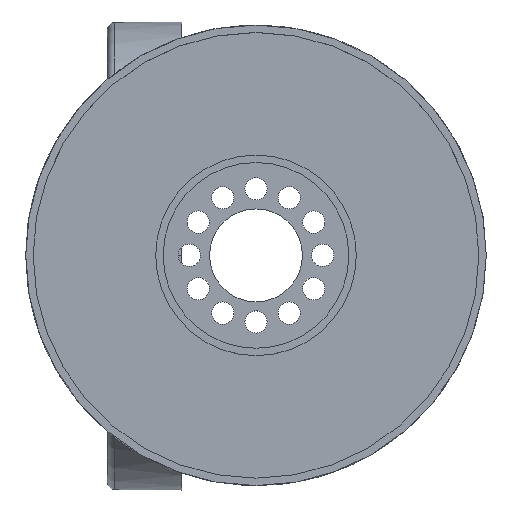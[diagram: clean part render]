
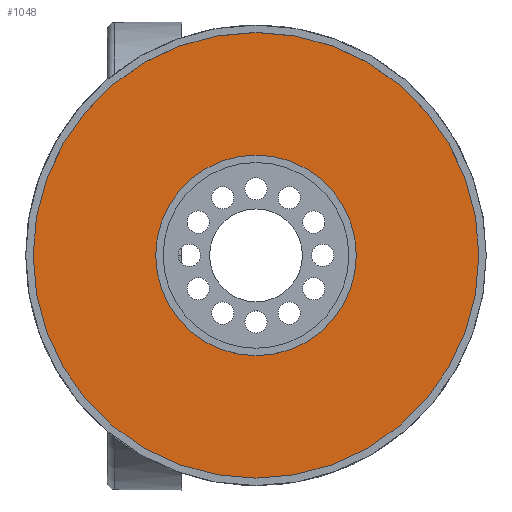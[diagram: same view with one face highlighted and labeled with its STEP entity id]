
A CAD part, top view. The second image highlights one B-rep face of the part: STEP entity #1048.
In plain terms, the highlighted planar face has unit normal (0, 0, 1).
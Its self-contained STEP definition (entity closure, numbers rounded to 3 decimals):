
#89 = CARTESIAN_POINT ( 'NONE',  ( -27., 0., 0. ) ) ;
#195 = EDGE_LOOP ( 'NONE', ( #4863, #6371 ) ) ;
#243 = AXIS2_PLACEMENT_3D ( 'NONE', #6699, #3481, #5140 ) ;
#339 = AXIS2_PLACEMENT_3D ( 'NONE', #1453, #2025, #5120 ) ;
#527 = EDGE_CURVE ( 'NONE', #1142, #1933, #6627, .T. ) ;
#550 = DIRECTION ( 'NONE',  ( -1., 0., 0. ) ) ;
#1048 = ADVANCED_FACE ( 'NONE', ( #1361, #6664 ), #4593, .F. ) ;
#1090 = DIRECTION ( 'NONE',  ( 0., 0., -1. ) ) ;
#1132 = CIRCLE ( 'NONE', #1773, 60. ) ;
#1142 = VERTEX_POINT ( 'NONE', #3246 ) ;
#1200 = VERTEX_POINT ( 'NONE', #89 ) ;
#1223 = CIRCLE ( 'NONE', #5895, 27. ) ;
#1361 = FACE_BOUND ( 'NONE', #195, .T. ) ;
#1453 = CARTESIAN_POINT ( 'NONE',  ( 0., 0., 0. ) ) ;
#1773 = AXIS2_PLACEMENT_3D ( 'NONE', #2387, #4476, #6548 ) ;
#1837 = EDGE_CURVE ( 'NONE', #1200, #3275, #6432, .T. ) ;
#1933 = VERTEX_POINT ( 'NONE', #2337 ) ;
#2025 = DIRECTION ( 'NONE',  ( 0., 0., 1. ) ) ;
#2054 = EDGE_CURVE ( 'NONE', #3275, #1200, #1223, .T. ) ;
#2177 = CARTESIAN_POINT ( 'NONE',  ( 27., 0., 0. ) ) ;
#2337 = CARTESIAN_POINT ( 'NONE',  ( -60., 0., 0. ) ) ;
#2387 = CARTESIAN_POINT ( 'NONE',  ( 0., 0., 0. ) ) ;
#2470 = EDGE_LOOP ( 'NONE', ( #2803, #3014 ) ) ;
#2553 = EDGE_CURVE ( 'NONE', #1933, #1142, #1132, .T. ) ;
#2803 = ORIENTED_EDGE ( 'NONE', *, *, #2553, .T. ) ;
#3014 = ORIENTED_EDGE ( 'NONE', *, *, #527, .T. ) ;
#3246 = CARTESIAN_POINT ( 'NONE',  ( 60., 0., 0. ) ) ;
#3275 = VERTEX_POINT ( 'NONE', #2177 ) ;
#3481 = DIRECTION ( 'NONE',  ( 0., 0., -1. ) ) ;
#4476 = DIRECTION ( 'NONE',  ( 0., 0., 1. ) ) ;
#4592 = AXIS2_PLACEMENT_3D ( 'NONE', #6227, #1090, #550 ) ;
#4593 = PLANE ( 'NONE',  #243 ) ;
#4863 = ORIENTED_EDGE ( 'NONE', *, *, #1837, .T. ) ;
#5120 = DIRECTION ( 'NONE',  ( 1., 0., 0. ) ) ;
#5140 = DIRECTION ( 'NONE',  ( -1., 0., 0. ) ) ;
#5895 = AXIS2_PLACEMENT_3D ( 'NONE', #6515, #6455, #5969 ) ;
#5969 = DIRECTION ( 'NONE',  ( -1., 0., 0. ) ) ;
#6227 = CARTESIAN_POINT ( 'NONE',  ( 0., 0., 0. ) ) ;
#6371 = ORIENTED_EDGE ( 'NONE', *, *, #2054, .T. ) ;
#6432 = CIRCLE ( 'NONE', #4592, 27. ) ;
#6455 = DIRECTION ( 'NONE',  ( 0., 0., -1. ) ) ;
#6515 = CARTESIAN_POINT ( 'NONE',  ( 0., 0., 0. ) ) ;
#6548 = DIRECTION ( 'NONE',  ( 1., 0., 0. ) ) ;
#6627 = CIRCLE ( 'NONE', #339, 60. ) ;
#6664 = FACE_OUTER_BOUND ( 'NONE', #2470, .T. ) ;
#6699 = CARTESIAN_POINT ( 'NONE',  ( -40., 60., 0. ) ) ;
